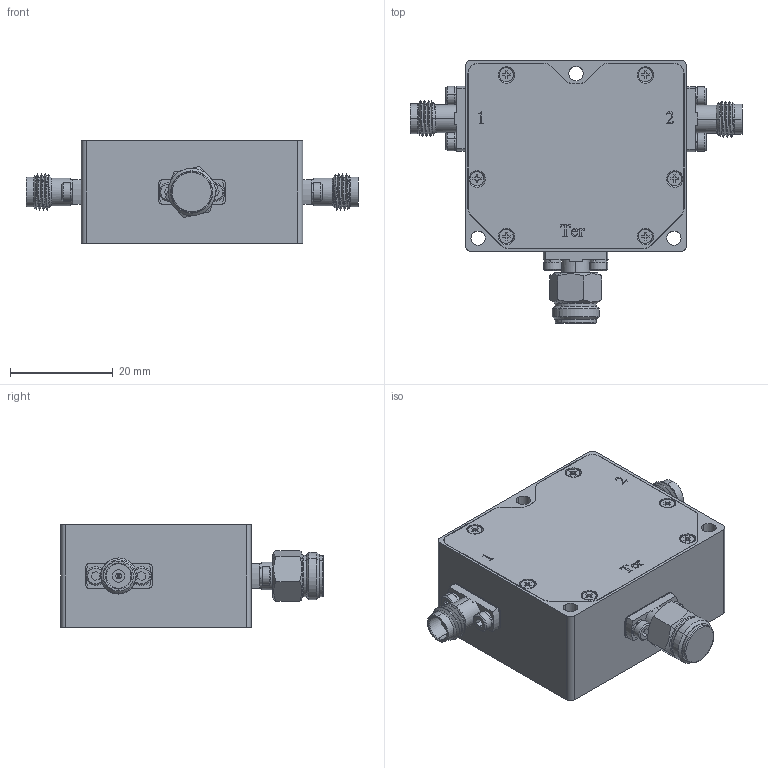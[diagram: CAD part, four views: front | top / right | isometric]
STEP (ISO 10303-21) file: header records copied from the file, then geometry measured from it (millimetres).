
FILE_DESCRIPTION (( 'STEP AP214' ), '1' );
FILE_NAME ('FMIR1052_3D.step', '2025-04-17T16:43:56', ( '' ), ( '' ), 'SwSTEP 2.0', 'SolidWorks 2022', '' );
FILE_SCHEMA (( 'AUTOMOTIVE_DESIGN' ));
Length unit declared in the file: millimetre
Products named in the file (1): FMIR1052_3D
Bounding box: 64.5 x 51.02 x 20 mm (x, y, z)
Volume: 32753.5 mm3; surface area: 9760.9 mm2
Topology: 1 solids, 11 shells, 1019 faces, 2706 edges, 1742 vertices
Faces by surface type: plane 556, cylinder 325, cone 114, torus 18, bspline 6
Entity records: 35536 total; most frequent: CARTESIAN_POINT 9977, ORIENTED_EDGE 5364, DIRECTION 5313, EDGE_CURVE 2682, AXIS2_PLACEMENT_3D 1797, VERTEX_POINT 1742, VECTOR 1719, LINE 1719
